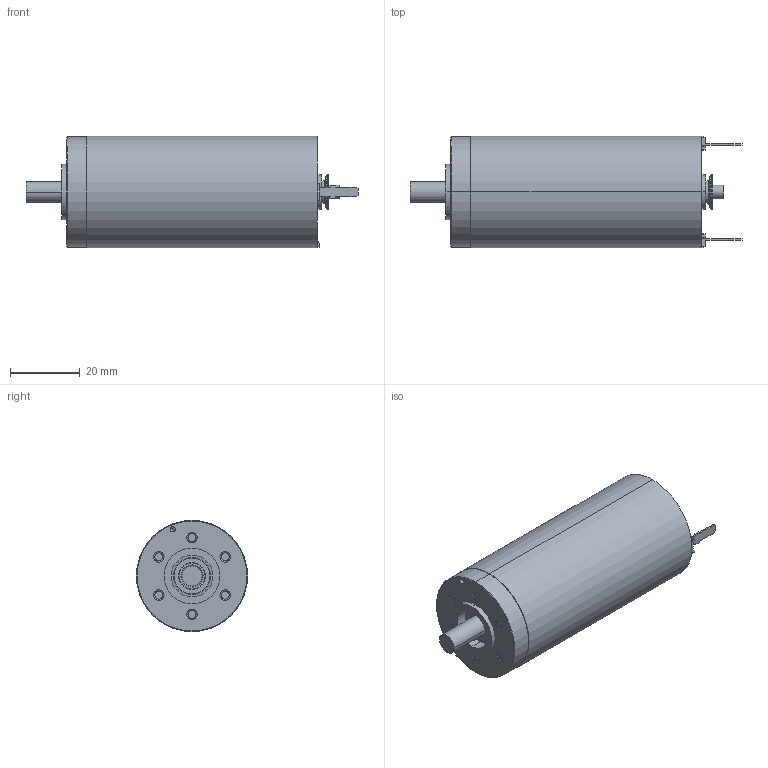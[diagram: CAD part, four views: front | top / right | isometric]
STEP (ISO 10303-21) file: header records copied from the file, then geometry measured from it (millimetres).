
FILE_DESCRIPTION(('STEP AP214'),'1');
FILE_NAME('cctmp_9F45BC39-295A-4753-8DE8-BBF61A686D4C_2021_3_19_22_6_6_324..stp','2021-03-19T21:06:07',('maxon motor ag'),('CADClick - www.CADClick.com'),'Spatial InterOp 3D',' ','unknown authorization');
FILE_SCHEMA(('AUTOMOTIVE_DESIGN'));
Length unit declared in the file: millimetre
Products named in the file (6): 0
Assembly tree (5 placements, depth 2):
  (unnamed)
    0
    0
    0
    0
    0
Bounding box: 95.4 x 32 x 32 mm (x, y, z)
Volume: 22026.1 mm3; surface area: 20694.5 mm2
Topology: 12 solids, 13 shells, 1157 faces, 2898 edges, 1828 vertices
Faces by surface type: plane 558, cylinder 327, cone 204, torus 44, bspline 18, sphere 6
Entity records: 44346 total; most frequent: CARTESIAN_POINT 6541, DIRECTION 6115, ORIENTED_EDGE 5780, EDGE_CURVE 2890, AXIS2_PLACEMENT_3D 2110, LINE 1895, VECTOR 1895, VERTEX_POINT 1828
